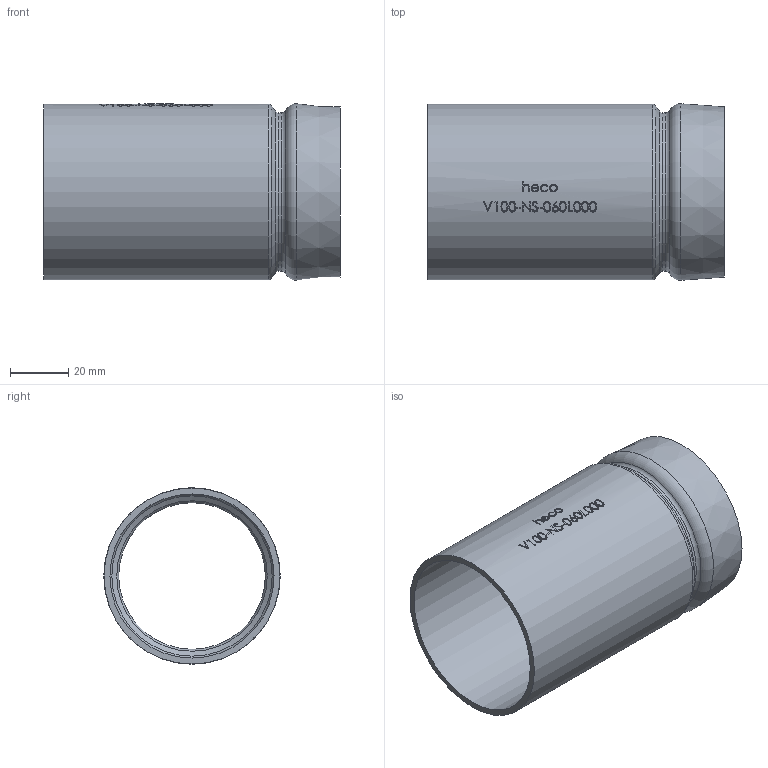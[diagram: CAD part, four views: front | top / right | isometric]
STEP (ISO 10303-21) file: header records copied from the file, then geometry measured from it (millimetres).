
FILE_DESCRIPTION (( 'STEP AP214' ), '1' );
FILE_NAME ('V100-NS-060L000-x Typ494 DN50 200 Ø60,3 1812.STEP', '2018-12-20T07:02:23', ( '' ), ( '' ), 'SwSTEP 2.0', 'SolidWorks 2016', '' );
FILE_SCHEMA (( 'AUTOMOTIVE_DESIGN' ));
Length unit declared in the file: inch
Products named in the file (1): V100-NS-060L000-x Typ494 DN50 200 Ø60,3 1812
Bounding box: 101.6 x 60.5 x 60.49 mm (x, y, z)
Volume: 38628.2 mm3; surface area: 38638.7 mm2
Topology: 1 solids, 1 shells, 225 faces, 571 edges, 378 vertices
Faces by surface type: bspline 122, plane 58, cylinder 33, torus 8, cone 4
Full cylindrical faces by diameter (mm): 50.267 x1, 54.331 x1, 56.261 x1, 60.325 x1
Entity records: 15346 total; most frequent: CARTESIAN_POINT 8266, ORIENTED_EDGE 1100, EDGE_CURVE 550, DIRECTION 539, VERTEX_POINT 373, B_SPLINE_CURVE_WITH_KNOTS 274, EDGE_LOOP 273, FACE_OUTER_BOUND 237
